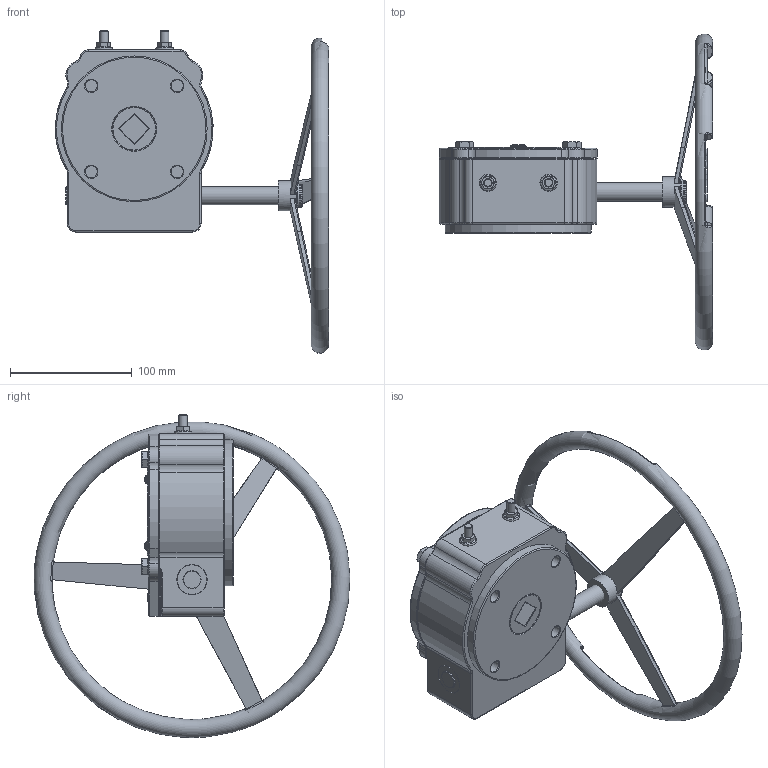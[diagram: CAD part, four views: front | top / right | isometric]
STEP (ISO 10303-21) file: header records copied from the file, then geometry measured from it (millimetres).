
FILE_DESCRIPTION(/* description */ (''),/* implementation_level */ '2;1');
FILE_NAME(/* name */ 'RDN-4_3D_STEP.stp',/* time_stamp */ '2024-08-15T23:13:29+03:00',/* author */ ('igorr'),/* organization */ (''),/* preprocessor_version */ 'ST-DEVELOPER v20',/* originating_system */ 'Autodesk Inventor 2025',/* authorisation */ '');
FILE_SCHEMA (('AUTOMOTIVE_DESIGN { 1 0 10303 214 3 1 1 }'));
Length unit declared in the file: millimetre
Products named in the file (6): Сборка; Деталь1; Деталь2; AS 1110 - M8 x 12; DIN 6923 - M6; AS 1427 - M3,5 x 5
Assembly tree (10 placements, depth 2):
  Сборка
    Деталь1
    Деталь2
    AS 1110 - M8 x 12  x4
    DIN 6923 - M6  x2
    AS 1427 - M3,5 x 5  x2
Bounding box: 224.9 x 259.95 x 265.98 mm (x, y, z)
Volume: 1299489.6 mm3; surface area: 164433.1 mm2
Topology: 11 solids, 11 shells, 997 faces, 2541 edges, 1632 vertices
Faces by surface type: plane 452, bspline 273, cylinder 120, cone 79, torus 71, sphere 2
Full cylindrical faces by diameter (mm): 3.132 x2, 3.5 x2, 4.917 x2, 7 x2, 8 x4, 9 x4, 10 x4, 12 x2, 13 x4, 15 x2, 19.21 x1, 24.5 x1, 25 x2, 35 x1, 36 x1, 110 x1, 120 x1
Entity records: 31519 total; most frequent: CARTESIAN_POINT 10871, ORIENTED_EDGE 4518, DIRECTION 3288, EDGE_CURVE 2259, VERTEX_POINT 1457, LINE 1154, VECTOR 1154, AXIS2_PLACEMENT_3D 1067
